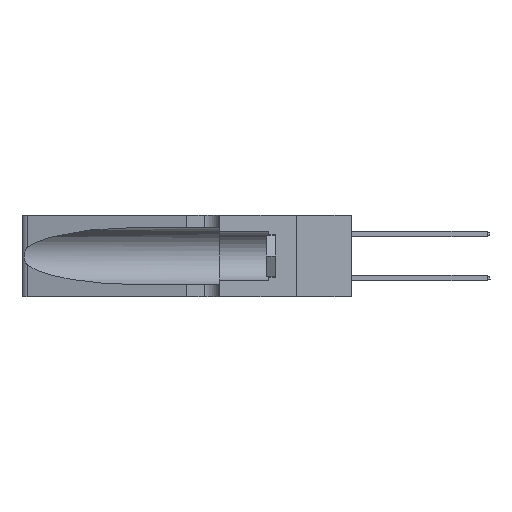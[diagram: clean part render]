
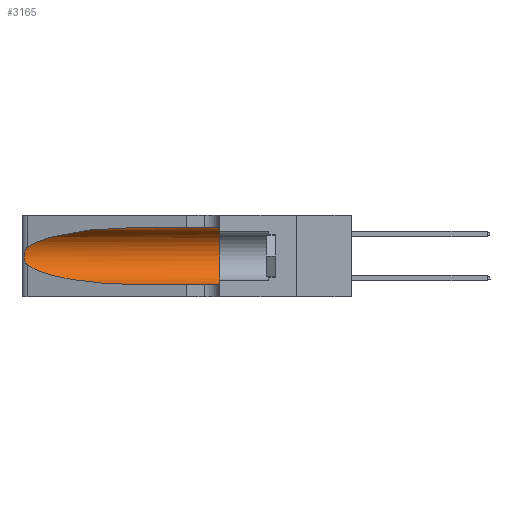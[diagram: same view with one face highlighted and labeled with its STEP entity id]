
A CAD part, left-side view. The second image highlights one B-rep face of the part: STEP entity #3165.
In plain terms, the highlighted cylindrical face has radius 3.308 mm (diameter 6.617 mm), a partial arc.
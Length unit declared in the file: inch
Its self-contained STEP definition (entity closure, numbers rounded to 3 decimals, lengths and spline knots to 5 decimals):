
#216 = CARTESIAN_POINT ( 'NONE',  ( 0.1305, 1.61858, 0.185 ) ) ;
#491 = ORIENTED_EDGE ( 'NONE', *, *, #4295, .T. ) ;
#545 = VERTEX_POINT ( 'NONE', #13405 ) ;
#563 = CARTESIAN_POINT ( 'NONE',  ( 0.25487, 1.22718, 0.14631 ) ) ;
#1433 = CARTESIAN_POINT ( 'NONE',  ( 0.25789, 1.23486, 0.15765 ) ) ;
#2118 = CARTESIAN_POINT ( 'NONE',  ( 0.26075, 1.23896, 0.178 ) ) ;
#2229 = VECTOR ( 'NONE', #14452, 39.37008 ) ;
#3165 = ADVANCED_FACE ( 'NONE', ( #6855 ), #12033, .F. ) ;
#3605 = CARTESIAN_POINT ( 'NONE',  ( 0.25639, 1.23186, 0.15144 ) ) ;
#4042 = CARTESIAN_POINT ( 'NONE',  ( 0.25487, 1.22718, 0.22369 ) ) ;
#4295 = EDGE_CURVE ( 'NONE', #545, #8845, #12975, .T. ) ;
#5110 = CIRCLE ( 'NONE', #18484, 0.13025 ) ;
#5745 = CARTESIAN_POINT ( 'NONE',  ( 0.26075, 1.23896, 0.19203 ) ) ;
#5984 = CARTESIAN_POINT ( 'NONE',  ( 0.25555, 1.22994, 0.2215 ) ) ;
#6636 = EDGE_CURVE ( 'NONE', #8845, #17889, #18010, .T. ) ;
#6818 = CARTESIAN_POINT ( 'NONE',  ( 0.18966, 0.96281, 0.05475 ) ) ;
#6855 = FACE_OUTER_BOUND ( 'NONE', #14404, .T. ) ;
#7496 =( BOUNDED_CURVE ( )  B_SPLINE_CURVE ( 3, ( #22041, #16773, #6818, #13732 ),
 .UNSPECIFIED., .F., .F. ) 
 B_SPLINE_CURVE_WITH_KNOTS ( ( 4, 4 ),
 ( 3.44316, 4.71239 ),
 .UNSPECIFIED. ) 
 CURVE ( )  GEOMETRIC_REPRESENTATION_ITEM ( )  RATIONAL_B_SPLINE_CURVE ( ( 1., 0.87, 0.87, 1. ) ) 
 REPRESENTATION_ITEM ( '' )  );
#8283 = CARTESIAN_POINT ( 'NONE',  ( 0.1305, 0.72297, 0.31525 ) ) ;
#8845 = VERTEX_POINT ( 'NONE', #4042 ) ;
#9461 = AXIS2_PLACEMENT_3D ( 'NONE', #216, #15910, #12502 ) ;
#9498 = CARTESIAN_POINT ( 'NONE',  ( 0.25639, 1.23184, 0.21858 ) ) ;
#9619 = EDGE_CURVE ( 'NONE', #17889, #13333, #7496, .T. ) ;
#9881 = CARTESIAN_POINT ( 'NONE',  ( 0.2373, 1.15595, 0.28018 ) ) ;
#10002 = ORIENTED_EDGE ( 'NONE', *, *, #21463, .T. ) ;
#10855 = CARTESIAN_POINT ( 'NONE',  ( 0.26018, 1.23835, 0.19895 ) ) ;
#10886 = VERTEX_POINT ( 'NONE', #19781 ) ;
#11534 = DIRECTION ( 'NONE',  ( 0., 1., 0. ) ) ;
#11571 = CARTESIAN_POINT ( 'NONE',  ( 0.18966, 0.96281, 0.31525 ) ) ;
#11650 = CARTESIAN_POINT ( 'NONE',  ( 0.25487, 1.22718, 0.22369 ) ) ;
#11694 = VECTOR ( 'NONE', #21756, 39.37008 ) ;
#11709 = CARTESIAN_POINT ( 'NONE',  ( 0.25487, 1.22718, 0.14631 ) ) ;
#12033 = CYLINDRICAL_SURFACE ( 'NONE', #9461, 0.13025 ) ;
#12502 = DIRECTION ( 'NONE',  ( 0., 0., -1. ) ) ;
#12703 = CARTESIAN_POINT ( 'NONE',  ( 0.25854, 1.2359, 0.20912 ) ) ;
#12764 = LINE ( 'NONE', #15056, #11694 ) ;
#12869 = CARTESIAN_POINT ( 'NONE',  ( 0.25787, 1.23484, 0.2124 ) ) ;
#12911 = ORIENTED_EDGE ( 'NONE', *, *, #9619, .T. ) ;
#12975 =( BOUNDED_CURVE ( )  B_SPLINE_CURVE ( 3, ( #8283, #11571, #9881, #11650 ),
 .UNSPECIFIED., .F., .F. ) 
 B_SPLINE_CURVE_WITH_KNOTS ( ( 4, 4 ),
 ( 1.5708, 2.84003 ),
 .UNSPECIFIED. ) 
 CURVE ( )  GEOMETRIC_REPRESENTATION_ITEM ( )  RATIONAL_B_SPLINE_CURVE ( ( 1., 0.87, 0.87, 1. ) ) 
 REPRESENTATION_ITEM ( '' )  );
#13087 = CARTESIAN_POINT ( 'NONE',  ( 0.25555, 1.22993, 0.14849 ) ) ;
#13333 = VERTEX_POINT ( 'NONE', #13479 ) ;
#13405 = CARTESIAN_POINT ( 'NONE',  ( 0.1305, 0.72297, 0.31525 ) ) ;
#13479 = CARTESIAN_POINT ( 'NONE',  ( 0.1305, 0.72297, 0.05475 ) ) ;
#13732 = CARTESIAN_POINT ( 'NONE',  ( 0.1305, 0.72297, 0.05475 ) ) ;
#14404 = EDGE_LOOP ( 'NONE', ( #491, #16976, #12911, #10002, #21177, #18616 ) ) ;
#14426 = CARTESIAN_POINT ( 'NONE',  ( 0.26017, 1.23833, 0.17102 ) ) ;
#14452 = DIRECTION ( 'NONE',  ( 0., -1., 0. ) ) ;
#14592 = VERTEX_POINT ( 'NONE', #16079 ) ;
#14613 = DIRECTION ( 'NONE',  ( 0., 0., 1. ) ) ;
#15056 = CARTESIAN_POINT ( 'NONE',  ( 0.1305, 1.61858, 0.05475 ) ) ;
#15280 = CARTESIAN_POINT ( 'NONE',  ( 0.1305, 0.35, 0.185 ) ) ;
#15910 = DIRECTION ( 'NONE',  ( 0., -1., 0. ) ) ;
#16079 = CARTESIAN_POINT ( 'NONE',  ( 0.1305, 0.35, 0.31525 ) ) ;
#16174 = CARTESIAN_POINT ( 'NONE',  ( 0.25487, 1.22718, 0.22369 ) ) ;
#16546 = EDGE_CURVE ( 'NONE', #545, #14592, #18150, .T. ) ;
#16773 = CARTESIAN_POINT ( 'NONE',  ( 0.2373, 1.15595, 0.08982 ) ) ;
#16976 = ORIENTED_EDGE ( 'NONE', *, *, #6636, .T. ) ;
#17889 = VERTEX_POINT ( 'NONE', #563 ) ;
#17990 = CARTESIAN_POINT ( 'NONE',  ( 0.25856, 1.23593, 0.16098 ) ) ;
#18010 = B_SPLINE_CURVE_WITH_KNOTS ( 'NONE', 3,
 ( #16174, #5984, #9498, #12869, #12703, #10855, #5745, #2118, #14426, #17990, #1433, #3605, #13087, #11709 ),
 .UNSPECIFIED., .F., .F.,
 ( 4, 2, 2, 2, 2, 2, 4 ),
 ( 0., 0.00027, 0.00053, 0.00107, 0.0016, 0.00187, 0.00214 ),
 .UNSPECIFIED. ) ;
#18150 = LINE ( 'NONE', #21440, #2229 ) ;
#18484 = AXIS2_PLACEMENT_3D ( 'NONE', #15280, #11534, #14613 ) ;
#18616 = ORIENTED_EDGE ( 'NONE', *, *, #16546, .F. ) ;
#19781 = CARTESIAN_POINT ( 'NONE',  ( 0.1305, 0.35, 0.05475 ) ) ;
#20746 = EDGE_CURVE ( 'NONE', #14592, #10886, #5110, .T. ) ;
#21177 = ORIENTED_EDGE ( 'NONE', *, *, #20746, .F. ) ;
#21440 = CARTESIAN_POINT ( 'NONE',  ( 0.1305, 1.61858, 0.31525 ) ) ;
#21463 = EDGE_CURVE ( 'NONE', #13333, #10886, #12764, .T. ) ;
#21756 = DIRECTION ( 'NONE',  ( 0., -1., 0. ) ) ;
#22041 = CARTESIAN_POINT ( 'NONE',  ( 0.25487, 1.22718, 0.14631 ) ) ;
